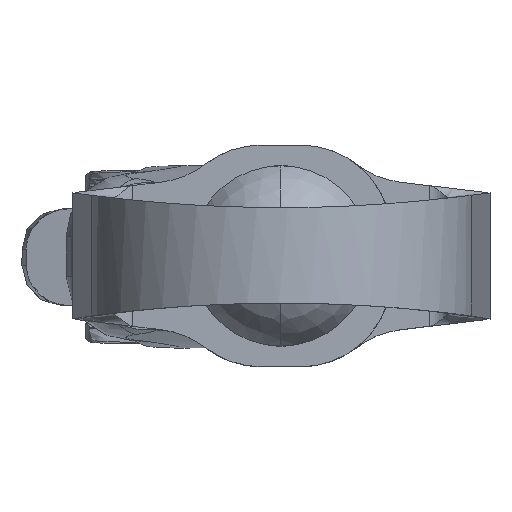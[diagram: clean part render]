
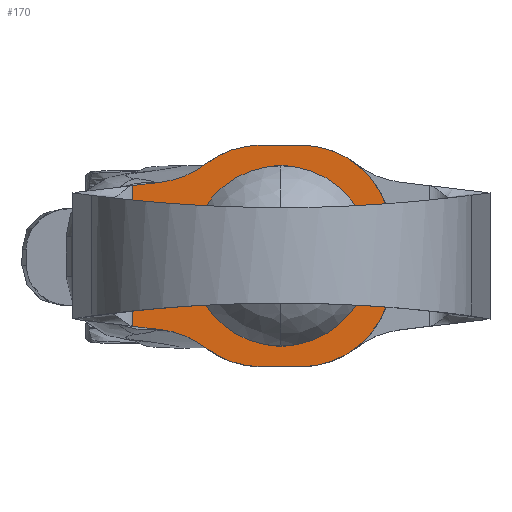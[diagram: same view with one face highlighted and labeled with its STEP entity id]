
A CAD part, top view. The second image highlights one B-rep face of the part: STEP entity #170.
In plain terms, the highlighted planar face has unit normal (0, 0, 1).
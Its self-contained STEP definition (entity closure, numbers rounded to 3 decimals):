
#170=ADVANCED_FACE('',(#561,#562),#560,.T.);
#560=PLANE('',#2572);
#561=FACE_OUTER_BOUND('',#2573,.T.);
#562=FACE_BOUND('',#2574,.T.);
#2569=CARTESIAN_POINT('',(-8.637,-6.6,4.));
#2570=DIRECTION('',(0.,0.,1.));
#2571=DIRECTION('',(1.,0.,0.));
#2572=AXIS2_PLACEMENT_3D('',#2569,#2570,#2571);
#2573=EDGE_LOOP('',(#5656,#5657,#5658,#5659,#5660,#5661,#5662,#5663,#5664,#5665,#5666,#5667));
#2574=EDGE_LOOP('',(#5668,#5669));
#5656=ORIENTED_EDGE('',*,*,#6706,.F.);
#5657=ORIENTED_EDGE('',*,*,#6667,.T.);
#5658=ORIENTED_EDGE('',*,*,#6708,.F.);
#5659=ORIENTED_EDGE('',*,*,#6710,.F.);
#5660=ORIENTED_EDGE('',*,*,#6711,.T.);
#5661=ORIENTED_EDGE('',*,*,#6712,.F.);
#5662=ORIENTED_EDGE('',*,*,#6713,.T.);
#5663=ORIENTED_EDGE('',*,*,#6714,.F.);
#5664=ORIENTED_EDGE('',*,*,#6631,.T.);
#5665=ORIENTED_EDGE('',*,*,#6636,.F.);
#5666=ORIENTED_EDGE('',*,*,#6639,.T.);
#5667=ORIENTED_EDGE('',*,*,#6715,.F.);
#5668=ORIENTED_EDGE('',*,*,#6716,.F.);
#5669=ORIENTED_EDGE('',*,*,#6717,.F.);
#6631=EDGE_CURVE('',#7205,#7198,#7206,.T.);
#6636=EDGE_CURVE('',#7238,#7198,#7239,.T.);
#6639=EDGE_CURVE('',#7238,#7258,#7259,.T.);
#6667=EDGE_CURVE('',#7451,#7452,#7453,.T.);
#6706=EDGE_CURVE('',#7451,#7709,#7710,.T.);
#6708=EDGE_CURVE('',#7722,#7452,#7723,.T.);
#6710=EDGE_CURVE('',#7735,#7722,#7736,.T.);
#6711=EDGE_CURVE('',#7735,#7742,#7743,.T.);
#6712=EDGE_CURVE('',#7749,#7742,#7750,.T.);
#6713=EDGE_CURVE('',#7749,#7756,#7757,.T.);
#6714=EDGE_CURVE('',#7205,#7756,#7763,.T.);
#6715=EDGE_CURVE('',#7709,#7258,#7769,.T.);
#6716=EDGE_CURVE('',#7775,#7776,#7777,.T.);
#6717=EDGE_CURVE('',#7776,#7775,#7783,.T.);
#7198=VERTEX_POINT('',#10808);
#7205=VERTEX_POINT('',#10812);
#7206=CIRCLE('',#10816,4.5);
#7238=VERTEX_POINT('',#10833);
#7239=LINE('',#10834,#10835);
#7258=VERTEX_POINT('',#10844);
#7259=CIRCLE('',#10848,4.5);
#7451=VERTEX_POINT('',#11081);
#7452=VERTEX_POINT('',#11082);
#7453=LINE('',#11083,#11084);
#7709=VERTEX_POINT('',#11344);
#7710=LINE('',#11345,#11346);
#7722=VERTEX_POINT('',#11351);
#7723=LINE('',#11352,#11353);
#7735=VERTEX_POINT('',#11358);
#7736=CIRCLE('',#11362,4.5);
#7742=VERTEX_POINT('',#11363);
#7743=CIRCLE('',#11367,4.5);
#7749=VERTEX_POINT('',#11368);
#7750=LINE('',#11369,#11370);
#7756=VERTEX_POINT('',#11372);
#7757=CIRCLE('',#11376,4.5);
#7763=LINE('',#11377,#11378);
#7769=CIRCLE('',#11383,4.5);
#7775=VERTEX_POINT('',#11384);
#7776=VERTEX_POINT('',#11385);
#7777=CIRCLE('',#11389,3.5);
#7783=CIRCLE('',#11393,3.5);
#10808=CARTESIAN_POINT('',(0.979,5.5,4.));
#10812=CARTESIAN_POINT('',(5.479,1.,4.));
#10813=CARTESIAN_POINT('',(0.979,1.,4.));
#10814=DIRECTION('',(0.,0.,1.));
#10815=DIRECTION('',(-1.,0.,0.));
#10816=AXIS2_PLACEMENT_3D('',#10813,#10814,#10815);
#10833=CARTESIAN_POINT('',(-0.979,5.5,4.));
#10834=CARTESIAN_POINT('',(-0.979,5.5,4.));
#10835=VECTOR('',#10836,1.959);
#10836=DIRECTION('',(1.,0.,0.));
#10844=CARTESIAN_POINT('',(-3.726,4.565,4.));
#10845=CARTESIAN_POINT('',(-0.979,1.,4.));
#10846=DIRECTION('',(0.,0.,1.));
#10847=DIRECTION('',(-1.,0.,0.));
#10848=AXIS2_PLACEMENT_3D('',#10845,#10846,#10847);
#11081=CARTESIAN_POINT('',(-7.353,3.492,4.));
#11082=CARTESIAN_POINT('',(-7.353,-3.492,4.));
#11083=CARTESIAN_POINT('',(-7.353,3.492,4.));
#11084=VECTOR('',#11085,6.983);
#11085=DIRECTION('',(0.,-1.,0.));
#11344=CARTESIAN_POINT('',(-5.937,3.661,4.));
#11345=CARTESIAN_POINT('',(-7.353,3.492,4.));
#11346=VECTOR('',#11347,1.427);
#11347=DIRECTION('',(0.993,0.119,0.));
#11351=CARTESIAN_POINT('',(-5.937,-3.661,4.));
#11352=CARTESIAN_POINT('',(-5.937,-3.661,4.));
#11353=VECTOR('',#11354,1.427);
#11354=DIRECTION('',(-0.993,0.119,0.));
#11358=CARTESIAN_POINT('',(-3.726,-4.565,4.));
#11359=CARTESIAN_POINT('',(-6.472,-8.129,4.));
#11360=DIRECTION('',(0.,0.,1.));
#11361=DIRECTION('',(-1.,0.,0.));
#11362=AXIS2_PLACEMENT_3D('',#11359,#11360,#11361);
#11363=CARTESIAN_POINT('',(-0.979,-5.5,4.));
#11364=CARTESIAN_POINT('',(-0.979,-1.,4.));
#11365=DIRECTION('',(0.,0.,1.));
#11366=DIRECTION('',(-1.,0.,0.));
#11367=AXIS2_PLACEMENT_3D('',#11364,#11365,#11366);
#11368=CARTESIAN_POINT('',(0.979,-5.5,4.));
#11369=CARTESIAN_POINT('',(0.979,-5.5,4.));
#11370=VECTOR('',#11371,1.959);
#11371=DIRECTION('',(-1.,0.,0.));
#11372=CARTESIAN_POINT('',(5.479,-1.,4.));
#11373=CARTESIAN_POINT('',(0.979,-1.,4.));
#11374=DIRECTION('',(0.,0.,1.));
#11375=DIRECTION('',(-1.,0.,0.));
#11376=AXIS2_PLACEMENT_3D('',#11373,#11374,#11375);
#11377=CARTESIAN_POINT('',(5.479,1.,4.));
#11378=VECTOR('',#11379,2.);
#11379=DIRECTION('',(0.,-1.,0.));
#11380=CARTESIAN_POINT('',(-6.472,8.129,4.));
#11381=DIRECTION('',(0.,0.,1.));
#11382=DIRECTION('',(-1.,0.,0.));
#11383=AXIS2_PLACEMENT_3D('',#11380,#11381,#11382);
#11384=CARTESIAN_POINT('',(-3.5,0.,4.));
#11385=CARTESIAN_POINT('',(3.5,0.,4.));
#11386=CARTESIAN_POINT('',(0.,0.,4.));
#11387=DIRECTION('',(0.,0.,1.));
#11388=DIRECTION('',(1.,0.,0.));
#11389=AXIS2_PLACEMENT_3D('',#11386,#11387,#11388);
#11390=CARTESIAN_POINT('',(0.,0.,4.));
#11391=DIRECTION('',(0.,0.,1.));
#11392=DIRECTION('',(1.,0.,0.));
#11393=AXIS2_PLACEMENT_3D('',#11390,#11391,#11392);
